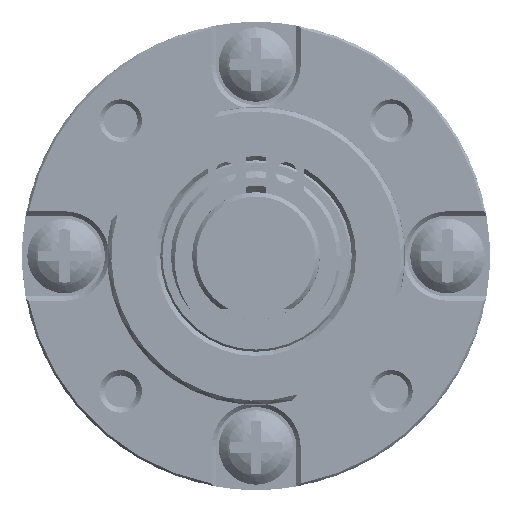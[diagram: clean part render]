
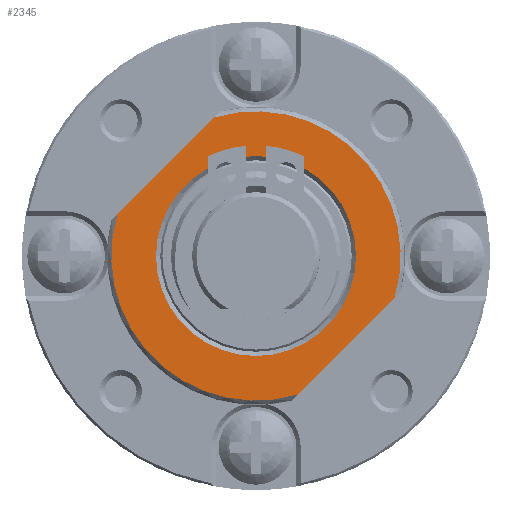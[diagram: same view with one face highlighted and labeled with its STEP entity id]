
A CAD part, left-side view. The second image highlights one B-rep face of the part: STEP entity #2345.
In plain terms, the highlighted planar face has unit normal (-1, 0, 0).
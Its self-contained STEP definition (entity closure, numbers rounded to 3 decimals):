
#650=CARTESIAN_POINT('',(-2.,0.,0.));
#651=DIRECTION('',(-1.,0.,0.));
#652=DIRECTION('',(0.,0.957,0.291));
#653=AXIS2_PLACEMENT_3D('',#650,#651,#652);
#655=DIRECTION('',(0.,-0.707,0.707));
#656=VECTOR('',#655,6.4);
#657=CARTESIAN_POINT('',(-2.,6.505,1.98));
#658=LINE('',#657,#656);
#659=DIRECTION('',(0.,0.707,-0.707));
#660=VECTOR('',#659,6.4);
#661=CARTESIAN_POINT('',(-2.,-6.505,
-1.98));
#662=LINE('',#661,#660);
#663=CARTESIAN_POINT('',(-2.,0.,0.));
#664=DIRECTION('',(-1.,0.,0.));
#665=DIRECTION('',(0.,0.,1.));
#666=AXIS2_PLACEMENT_3D('',#663,#664,#665);
#668=CARTESIAN_POINT('',(-2.,0.,0.));
#669=DIRECTION('',(-1.,0.,0.));
#670=DIRECTION('',(0.,0.,-1.));
#671=AXIS2_PLACEMENT_3D('',#668,#669,#670);
#678=CARTESIAN_POINT('',(-2.,0.,0.));
#679=DIRECTION('',(-1.,0.,0.));
#680=DIRECTION('',(0.,-0.957,-0.291));
#681=AXIS2_PLACEMENT_3D('',#678,#679,#680);
#1599=CARTESIAN_POINT('',(-2.,6.505,1.98));
#1600=CARTESIAN_POINT('',(-2.,-1.98,-6.505));
#1601=VERTEX_POINT('',#1599);
#1602=VERTEX_POINT('',#1600);
#1607=CARTESIAN_POINT('',(-2.,-6.505,-1.98));
#1608=CARTESIAN_POINT('',(-2.,1.98,6.505));
#1609=VERTEX_POINT('',#1607);
#1610=VERTEX_POINT('',#1608);
#1627=CARTESIAN_POINT('',(-2.,0.,4.7));
#1628=CARTESIAN_POINT('',(-2.,0.,-4.7));
#1629=VERTEX_POINT('',#1627);
#1630=VERTEX_POINT('',#1628);
#2326=CARTESIAN_POINT('',(-2.,0.,0.));
#2327=DIRECTION('',(1.,0.,0.));
#2328=DIRECTION('',(0.,0.,1.));
#2329=AXIS2_PLACEMENT_3D('',#2326,#2327,#2328);
#2330=PLANE('',#2329);
#2331=ORIENTED_EDGE('',*,*,#2319,.F.);
#2332=ORIENTED_EDGE('',*,*,#2307,.T.);
#2334=ORIENTED_EDGE('',*,*,#2333,.F.);
#2336=ORIENTED_EDGE('',*,*,#2335,.T.);
#2337=EDGE_LOOP('',(#2331,#2332,#2334,#2336));
#2338=FACE_OUTER_BOUND('',#2337,.F.);
#2340=ORIENTED_EDGE('',*,*,#2339,.T.);
#2342=ORIENTED_EDGE('',*,*,#2341,.T.);
#2343=EDGE_LOOP('',(#2340,#2342));
#2344=FACE_BOUND('',#2343,.F.);
#654=CIRCLE('',#653,6.8);
#667=CIRCLE('',#666,4.7);
#672=CIRCLE('',#671,4.7);
#682=CIRCLE('',#681,6.8);
#2307=EDGE_CURVE('',#1601,#1610,#658,.T.);
#2319=EDGE_CURVE('',#1601,#1602,#654,.T.);
#2333=EDGE_CURVE('',#1609,#1610,#682,.T.);
#2335=EDGE_CURVE('',#1609,#1602,#662,.T.);
#2339=EDGE_CURVE('',#1629,#1630,#667,.T.);
#2341=EDGE_CURVE('',#1630,#1629,#672,.T.);
#2345=ADVANCED_FACE('',(#2338,#2344),#2330,.F.);
